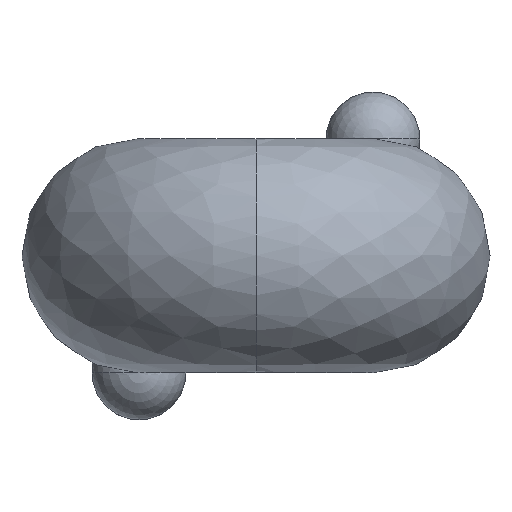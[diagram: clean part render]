
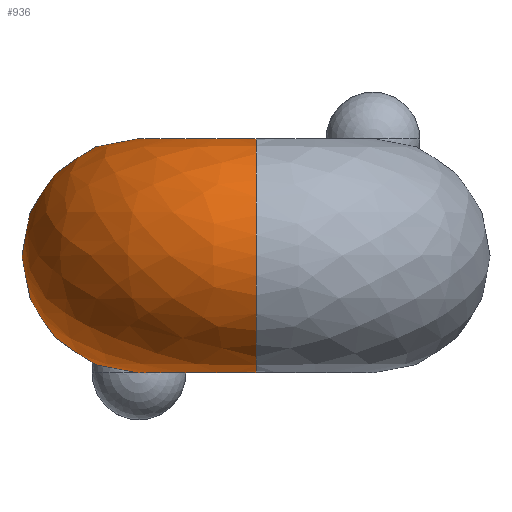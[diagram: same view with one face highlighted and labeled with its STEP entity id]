
A CAD part, top view. The second image highlights one B-rep face of the part: STEP entity #936.
In plain terms, the highlighted free-form (B-spline) face has degree [2, 2] with [9, 9] control points.
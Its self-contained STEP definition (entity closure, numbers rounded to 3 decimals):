
#809=CARTESIAN_POINT('',(0.,0.001,4.));
#810=CARTESIAN_POINT('',(0.,1.25,4.001));
#811=CARTESIAN_POINT('',(0.,1.25,5.25));
#812=CARTESIAN_POINT('',(0.,1.25,6.5));
#813=CARTESIAN_POINT('',(0.,0.,6.5));
#814=CARTESIAN_POINT('',(0.,-1.25,6.5));
#815=CARTESIAN_POINT('',(0.,-1.25,5.25));
#816=CARTESIAN_POINT('',(0.,-1.25,4.001));
#817=CARTESIAN_POINT('',(0.,-0.001,4.));
#818=CARTESIAN_POINT('',(0.,0.001,4.));
#819=CARTESIAN_POINT('',(0.001,1.25,4.001));
#820=CARTESIAN_POINT('',(1.25,1.25,5.25));
#821=CARTESIAN_POINT('',(2.5,1.25,6.5));
#822=CARTESIAN_POINT('',(2.5,0.,6.5));
#823=CARTESIAN_POINT('',(2.5,-1.25,6.5));
#824=CARTESIAN_POINT('',(1.25,-1.25,5.25));
#825=CARTESIAN_POINT('',(0.001,-1.25,4.001));
#826=CARTESIAN_POINT('',(0.,-0.001,4.));
#827=CARTESIAN_POINT('',(0.,0.001,4.0));
#828=CARTESIAN_POINT('',(0.001,1.25,4.));
#829=CARTESIAN_POINT('',(1.25,1.25,4.));
#830=CARTESIAN_POINT('',(2.5,1.25,4.));
#831=CARTESIAN_POINT('',(2.5,0.,4.));
#832=CARTESIAN_POINT('',(2.5,-1.25,4.));
#833=CARTESIAN_POINT('',(1.25,-1.25,4.0));
#834=CARTESIAN_POINT('',(0.001,-1.25,4.0));
#835=CARTESIAN_POINT('',(0.,-0.001,4.0));
#836=CARTESIAN_POINT('',(0.,0.001,4.));
#837=CARTESIAN_POINT('',(0.001,1.25,3.999));
#838=CARTESIAN_POINT('',(1.25,1.25,2.75));
#839=CARTESIAN_POINT('',(2.5,1.25,1.5));
#840=CARTESIAN_POINT('',(2.5,0.,1.5));
#841=CARTESIAN_POINT('',(2.5,-1.25,1.5));
#842=CARTESIAN_POINT('',(1.25,-1.25,2.75));
#843=CARTESIAN_POINT('',(0.001,-1.25,3.999));
#844=CARTESIAN_POINT('',(0.,-0.001,4.));
#845=CARTESIAN_POINT('',(0.,0.001,4.));
#846=CARTESIAN_POINT('',(0.,1.25,3.999));
#847=CARTESIAN_POINT('',(0.,1.25,2.75));
#848=CARTESIAN_POINT('',(0.,1.25,1.5));
#849=CARTESIAN_POINT('',(0.,0.,1.5));
#850=CARTESIAN_POINT('',(0.,-1.25,1.5));
#851=CARTESIAN_POINT('',(0.,-1.25,2.75));
#852=CARTESIAN_POINT('',(0.,-1.25,3.999));
#853=CARTESIAN_POINT('',(0.,-0.001,4.));
#854=CARTESIAN_POINT('',(0.,0.001,4.));
#855=CARTESIAN_POINT('',(-0.001,1.25,3.999));
#856=CARTESIAN_POINT('',(-1.25,1.25,2.75));
#857=CARTESIAN_POINT('',(-2.5,1.25,1.5));
#858=CARTESIAN_POINT('',(-2.5,0.,1.5));
#859=CARTESIAN_POINT('',(-2.5,-1.25,1.5));
#860=CARTESIAN_POINT('',(-1.25,-1.25,2.75));
#861=CARTESIAN_POINT('',(-0.001,-1.25,3.999));
#862=CARTESIAN_POINT('',(0.,-0.001,4.));
#863=CARTESIAN_POINT('',(0.,0.001,4.0));
#864=CARTESIAN_POINT('',(-0.001,1.25,4.));
#865=CARTESIAN_POINT('',(-1.25,1.25,4.));
#866=CARTESIAN_POINT('',(-2.5,1.25,4.0));
#867=CARTESIAN_POINT('',(-2.5,0.,4.0));
#868=CARTESIAN_POINT('',(-2.5,-1.25,4.0));
#869=CARTESIAN_POINT('',(-1.25,-1.25,4.0));
#870=CARTESIAN_POINT('',(-0.001,-1.25,4.0));
#871=CARTESIAN_POINT('',(0.,-0.001,4.0));
#872=CARTESIAN_POINT('',(0.,0.001,4.));
#873=CARTESIAN_POINT('',(-0.001,1.25,4.001));
#874=CARTESIAN_POINT('',(-1.25,1.25,5.25));
#875=CARTESIAN_POINT('',(-2.5,1.25,6.5));
#876=CARTESIAN_POINT('',(-2.5,0.,6.5));
#877=CARTESIAN_POINT('',(-2.5,-1.25,6.5));
#878=CARTESIAN_POINT('',(-1.25,-1.25,5.25));
#879=CARTESIAN_POINT('',(-0.001,-1.25,4.001));
#880=CARTESIAN_POINT('',(0.,-0.001,4.));
#881=CARTESIAN_POINT('',(0.,0.001,4.));
#882=CARTESIAN_POINT('',(0.,1.25,4.001));
#883=CARTESIAN_POINT('',(0.,1.25,5.25));
#884=CARTESIAN_POINT('',(0.,1.25,6.5));
#885=CARTESIAN_POINT('',(0.,0.,6.5));
#886=CARTESIAN_POINT('',(0.,-1.25,6.5));
#887=CARTESIAN_POINT('',(0.,-1.25,5.25));
#888=CARTESIAN_POINT('',(0.,-1.25,4.001));
#889=CARTESIAN_POINT('',(0.,-0.001,4.));
#897=(BOUNDED_SURFACE()B_SPLINE_SURFACE(2,2,((#809,#818,#827,#836,#845,#854,#863,#872,#881),(#810,#819,#828,#837,#846,#855,#864,#873,#882),(#811,#820,#829,#838,#847,#856,#865,#874,#883),(#812,#821,#830,#839,#848,#857,#866,#875,#884),(#813,#822,#831,#840,#849,#858,#867,#876,#885),(#814,#823,#832,#841,#850,#859,#868,#877,#886),(#815,#824,#833,#842,#851,#860,#869,#878,#887),(#816,#825,#834,#843,#852,#861,#870,#879,#888),(#817,#826,#835,#844,#853,#862,#871,#880,#889)),.UNSPECIFIED.,.F.,.T.,.U.)B_SPLINE_SURFACE_WITH_KNOTS((3,2,2,2,3),(3,2,2,2,3),(-3.141,-1.57,0.0,1.57,3.141),(0.0,1.571,3.142,4.712,6.283),.UNSPECIFIED.)GEOMETRIC_REPRESENTATION_ITEM()RATIONAL_B_SPLINE_SURFACE(((1.0,0.707,1.0,0.707,1.0,0.707,1.0,0.707,1.0),(0.707,0.5,0.707,0.5,0.707,0.5,0.707,0.5,0.707),(1.0,0.707,1.0,0.707,1.0,0.707,1.0,0.707,1.0),(0.707,0.5,0.707,0.5,0.707,0.5,0.707,0.5,0.707),(1.0,0.707,1.0,0.707,1.0,0.707,1.0,0.707,1.0),(0.707,0.5,0.707,0.5,0.707,0.5,0.707,0.5,0.707),(1.0,0.707,1.0,0.707,1.0,0.707,1.0,0.707,1.0),(0.707,0.5,0.707,0.5,0.707,0.5,0.707,0.5,0.707),(1.0,0.707,1.0,0.707,1.0,0.707,1.0,0.707,1.0)))REPRESENTATION_ITEM('')SURFACE());
#898=CARTESIAN_POINT('',(0.,-1.25,2.75));
#899=VERTEX_POINT('',#898);
#900=CARTESIAN_POINT('',(0.,1.25,2.75));
#901=VERTEX_POINT('',#900);
#902=CARTESIAN_POINT('',(0.,0.,2.75));
#903=DIRECTION('',(1.0,0.0,0.0));
#904=DIRECTION('',(0.0,0.0,-1.0));
#905=AXIS2_PLACEMENT_3D('',#902,#903,#904);
#906=CIRCLE('',#905,1.25);
#907=EDGE_CURVE('',#899,#901,#906,.T.);
#908=ORIENTED_EDGE('',*,*,#907,.F.);
#909=CARTESIAN_POINT('',(0.,-1.25,5.25));
#910=VERTEX_POINT('',#909);
#911=CARTESIAN_POINT('',(0.,-1.25,4.0));
#912=DIRECTION('',(0.0,1.0,0.0));
#913=DIRECTION('',(-1.0,0.0,0.0));
#914=AXIS2_PLACEMENT_3D('',#911,#912,#913);
#915=CIRCLE('',#914,1.25);
#916=EDGE_CURVE('',#899,#910,#915,.T.);
#917=ORIENTED_EDGE('',*,*,#916,.T.);
#918=CARTESIAN_POINT('',(0.,1.25,5.25));
#919=VERTEX_POINT('',#918);
#920=CARTESIAN_POINT('',(0.,0.,5.25));
#921=DIRECTION('',(-1.0,0.0,0.0));
#922=DIRECTION('',(0.0,0.0,1.0));
#923=AXIS2_PLACEMENT_3D('',#920,#921,#922);
#924=CIRCLE('',#923,1.25);
#925=EDGE_CURVE('',#910,#919,#924,.T.);
#926=ORIENTED_EDGE('',*,*,#925,.T.);
#927=CARTESIAN_POINT('',(0.,1.25,4.));
#928=DIRECTION('',(0.0,-1.0,0.0));
#929=DIRECTION('',(-1.0,0.0,0.0));
#930=AXIS2_PLACEMENT_3D('',#927,#928,#929);
#931=CIRCLE('',#930,1.25);
#932=EDGE_CURVE('',#919,#901,#931,.T.);
#933=ORIENTED_EDGE('',*,*,#932,.T.);
#934=EDGE_LOOP('',(#908,#917,#926,#933));
#935=FACE_OUTER_BOUND('',#934,.T.);
#936=ADVANCED_FACE('',(#935),#897,.T.);
